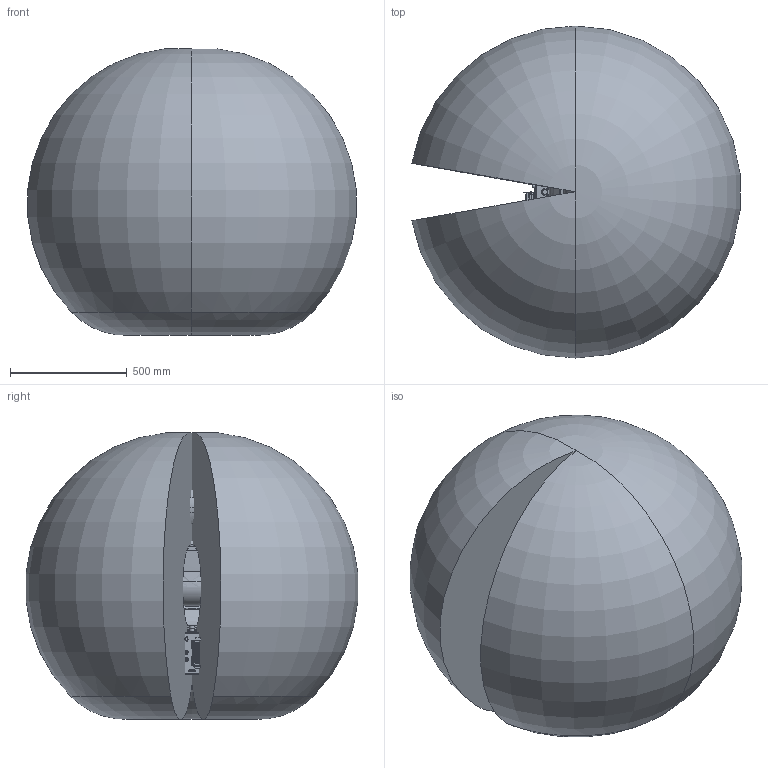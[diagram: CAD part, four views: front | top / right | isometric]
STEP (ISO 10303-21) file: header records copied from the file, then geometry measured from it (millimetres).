
FILE_DESCRIPTION (( 'STEP AP214' ), '1' );
FILE_NAME ('ER8-700H 机器人数模 V1.0（2016）.STEP', '2024-10-15T07:32:31', ( '' ), ( '' ), 'SwSTEP 2.0', 'SolidWorks 2016', '' );
FILE_SCHEMA (( 'AUTOMOTIVE_DESIGN' ));
Length unit declared in the file: millimetre
Products named in the file (9): 底座^ER8-700H 机器人数模 V1.0（2016）; 运动范围^ER8-700H 机器人数模 V1.0（2016）; 手腕体^ER8-700H 机器人数模 V1.0（2016）; 法兰^ER8-700H 机器人数模 V1.0（2016）; 电机座^ER8-700H 机器人数模 V1.0（2016）; 转座^ER8-700H 机器人数模 V1.0（2016）; 手腕^ER8-700H 机器人数模 V1.0（2016）; 大臂^ER8-700H 机器人数模 V1.0（2016）; ER8-700H 机器人数模 V1.0（2016）
Assembly tree (8 placements, depth 2):
  ER8-700H 机器人数模 V1.0（2016）
    底座^ER8-700H 机器人数模 V1.0（2016）
    转座^ER8-700H 机器人数模 V1.0（2016）
    大臂^ER8-700H 机器人数模 V1.0（2016）
    电机座^ER8-700H 机器人数模 V1.0（2016）
    手腕体^ER8-700H 机器人数模 V1.0（2016）
    手腕^ER8-700H 机器人数模 V1.0（2016）
    法兰^ER8-700H 机器人数模 V1.0（2016）
    运动范围^ER8-700H 机器人数模 V1.0（2016）
Bounding box: 1404.28 x 1418.95 x 1225.13 mm (x, y, z)
Volume: 1307953819.1 mm3; surface area: 8932284.1 mm2
Topology: 18 solids, 29 shells, 3467 faces, 8176 edges, 4961 vertices
Faces by surface type: plane 1053, cylinder 864, bspline 671, cone 484, torus 387, sphere 8
Entity records: 140936 total; most frequent: CARTESIAN_POINT 65659, ORIENTED_EDGE 16050, DIRECTION 14924, EDGE_CURVE 8025, AXIS2_PLACEMENT_3D 6098, VERTEX_POINT 4959, EDGE_LOOP 3842, FACE_OUTER_BOUND 3467
